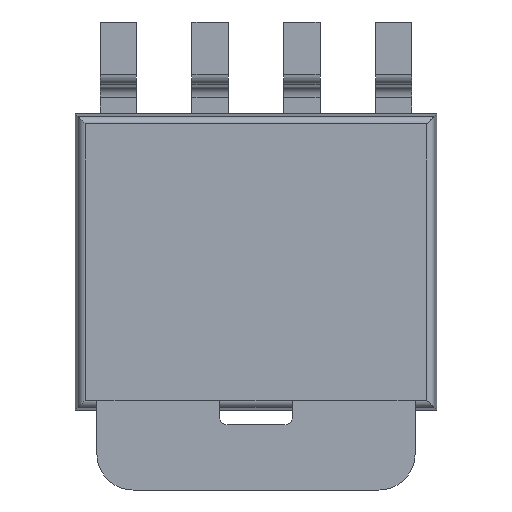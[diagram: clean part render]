
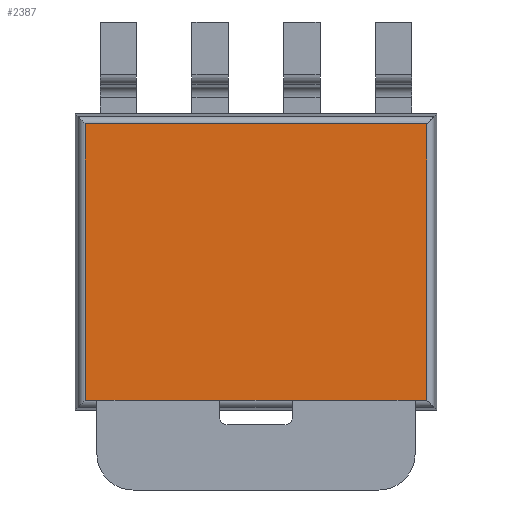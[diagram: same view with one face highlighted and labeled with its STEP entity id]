
A CAD part, front view. The second image highlights one B-rep face of the part: STEP entity #2387.
In plain terms, the highlighted planar face has unit normal (0, -1, 0).
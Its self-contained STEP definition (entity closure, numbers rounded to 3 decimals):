
#865 = VERTEX_POINT ( 'NONE', #2687 ) ;
#866 = VERTEX_POINT ( 'NONE', #2688 ) ;
#913 = VERTEX_POINT ( 'NONE', #2735 ) ;
#1167 = VERTEX_POINT ( 'NONE', #2791 ) ;
#1191 = VERTEX_POINT ( 'NONE', #2815 ) ;
#1203 = VERTEX_POINT ( 'NONE', #2827 ) ;
#1204 = VERTEX_POINT ( 'NONE', #2828 ) ;
#1208 = VERTEX_POINT ( 'NONE', #2832 ) ;
#2102 = VECTOR ( 'NONE', #5284, 1000. ) ;
#2106 = VECTOR ( 'NONE', #5295, 1000. ) ;
#2387 = ADVANCED_FACE ( 'NONE', ( #2954 ), #3694, .T. ) ;
#2687 = CARTESIAN_POINT ( 'NONE',  ( 4.86, 0., -0.14 ) ) ;
#2688 = CARTESIAN_POINT ( 'NONE',  ( 0.3, 0., -3.96 ) ) ;
#2735 = CARTESIAN_POINT ( 'NONE',  ( 0.14, 0., -3.96 ) ) ;
#2791 = CARTESIAN_POINT ( 'NONE',  ( 0.14, 0., -0.14 ) ) ;
#2815 = CARTESIAN_POINT ( 'NONE',  ( 3., 0., -3.96 ) ) ;
#2827 = CARTESIAN_POINT ( 'NONE',  ( 4.86, 0., -3.96 ) ) ;
#2828 = CARTESIAN_POINT ( 'NONE',  ( 4.7, 0., -3.96 ) ) ;
#2832 = CARTESIAN_POINT ( 'NONE',  ( 2., 0., -3.96 ) ) ;
#2954 = FACE_OUTER_BOUND ( 'NONE', #3197, .T. ) ;
#2965 = AXIS2_PLACEMENT_3D ( 'NONE', #3695, #3696, #3697 ) ;
#3013 = ORIENTED_EDGE ( 'NONE', *, *, #3362, .T. ) ;
#3014 = ORIENTED_EDGE ( 'NONE', *, *, #3363, .T. ) ;
#3015 = ORIENTED_EDGE ( 'NONE', *, *, #3361, .T. ) ;
#3016 = ORIENTED_EDGE ( 'NONE', *, *, #3337, .T. ) ;
#3017 = ORIENTED_EDGE ( 'NONE', *, *, #3364, .T. ) ;
#3018 = ORIENTED_EDGE ( 'NONE', *, *, #3334, .T. ) ;
#3019 = ORIENTED_EDGE ( 'NONE', *, *, #3365, .T. ) ;
#3021 = ORIENTED_EDGE ( 'NONE', *, *, #3366, .T. ) ;
#3197 = EDGE_LOOP ( 'NONE', ( #3013, #3015, #3014, #3016, #3017, #3018, #3019, #3021 ) ) ;
#3334 = EDGE_CURVE ( 'NONE', #1204, #1203, #5282, .T. ) ;
#3337 = EDGE_CURVE ( 'NONE', #1208, #1191, #5293, .T. ) ;
#3361 = EDGE_CURVE ( 'NONE', #913, #866, #5365, .T. ) ;
#3362 = EDGE_CURVE ( 'NONE', #1167, #913, #5368, .T. ) ;
#3363 = EDGE_CURVE ( 'NONE', #866, #1208, #5371, .T. ) ;
#3364 = EDGE_CURVE ( 'NONE', #1191, #1204, #5374, .T. ) ;
#3365 = EDGE_CURVE ( 'NONE', #1203, #865, #5377, .T. ) ;
#3366 = EDGE_CURVE ( 'NONE', #865, #1167, #5380, .T. ) ;
#3694 = PLANE ( 'NONE',  #2965 ) ;
#3695 = CARTESIAN_POINT ( 'NONE',  ( 0., 0., 0. ) ) ;
#3696 = DIRECTION ( 'NONE',  ( 0., -1., 0. ) ) ;
#3697 = DIRECTION ( 'NONE',  ( 0., 0., -1. ) ) ;
#5282 = LINE ( 'NONE', #5283, #2102 ) ;
#5283 = CARTESIAN_POINT ( 'NONE',  ( 0., 0., -3.96 ) ) ;
#5284 = DIRECTION ( 'NONE',  ( 1., 0., 0. ) ) ;
#5293 = LINE ( 'NONE', #5294, #2106 ) ;
#5294 = CARTESIAN_POINT ( 'NONE',  ( 0., 0., -3.96 ) ) ;
#5295 = DIRECTION ( 'NONE',  ( 1., 0., 0. ) ) ;
#5365 = LINE ( 'NONE', #5366, #5476 ) ;
#5366 = CARTESIAN_POINT ( 'NONE',  ( 0., 0., -3.96 ) ) ;
#5367 = DIRECTION ( 'NONE',  ( 1., 0., 0. ) ) ;
#5368 = LINE ( 'NONE', #5369, #5477 ) ;
#5369 = CARTESIAN_POINT ( 'NONE',  ( 0.14, 0., 0. ) ) ;
#5370 = DIRECTION ( 'NONE',  ( 0., 0., -1. ) ) ;
#5371 = LINE ( 'NONE', #5372, #5478 ) ;
#5372 = CARTESIAN_POINT ( 'NONE',  ( 0., 0., -3.96 ) ) ;
#5373 = DIRECTION ( 'NONE',  ( 1., 0., 0. ) ) ;
#5374 = LINE ( 'NONE', #5375, #5479 ) ;
#5375 = CARTESIAN_POINT ( 'NONE',  ( 0., 0., -3.96 ) ) ;
#5376 = DIRECTION ( 'NONE',  ( 1., 0., 0. ) ) ;
#5377 = LINE ( 'NONE', #5378, #5480 ) ;
#5378 = CARTESIAN_POINT ( 'NONE',  ( 4.86, 0., 0. ) ) ;
#5379 = DIRECTION ( 'NONE',  ( 0., 0., 1. ) ) ;
#5380 = LINE ( 'NONE', #5381, #5481 ) ;
#5381 = CARTESIAN_POINT ( 'NONE',  ( 0., 0., -0.14 ) ) ;
#5382 = DIRECTION ( 'NONE',  ( -1., 0., 0. ) ) ;
#5476 = VECTOR ( 'NONE', #5367, 1000. ) ;
#5477 = VECTOR ( 'NONE', #5370, 1000. ) ;
#5478 = VECTOR ( 'NONE', #5373, 1000. ) ;
#5479 = VECTOR ( 'NONE', #5376, 1000. ) ;
#5480 = VECTOR ( 'NONE', #5379, 1000. ) ;
#5481 = VECTOR ( 'NONE', #5382, 1000. ) ;
